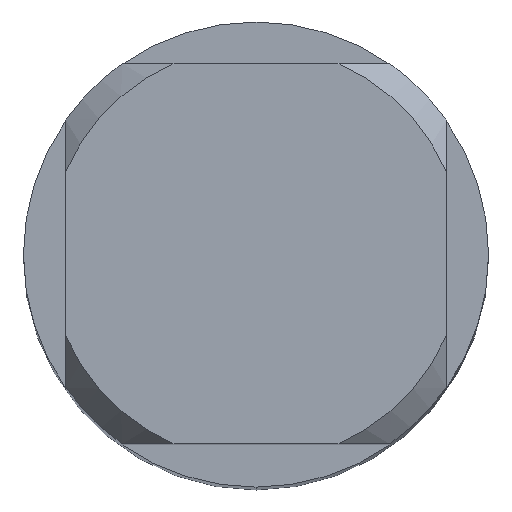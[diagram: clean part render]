
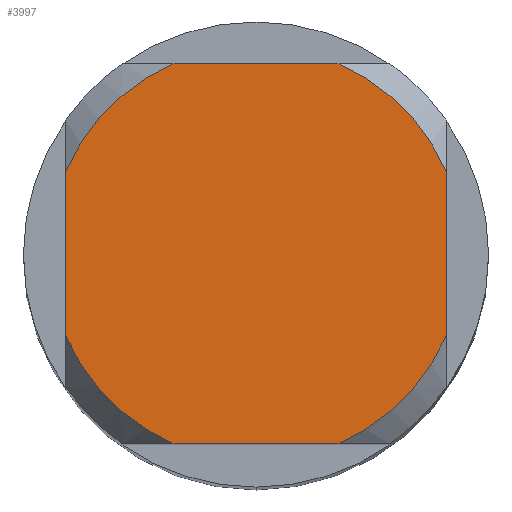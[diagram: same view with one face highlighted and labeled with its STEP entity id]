
A CAD part, top view. The second image highlights one B-rep face of the part: STEP entity #3997.
In plain terms, the highlighted planar face has unit normal (0, 0, 1).
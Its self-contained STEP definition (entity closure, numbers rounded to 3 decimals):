
#1633=EDGE_CURVE('',#2015,#2675,#4840,.T.);
#1669=EDGE_CURVE('',#2015,#4767,#4877,.T.);
#1705=EDGE_CURVE('',#3669,#4767,#4915,.T.);
#1999=EDGE_CURVE('',#3667,#4267,#5234,.T.);
#2015=VERTEX_POINT('',#5251);
#2191=EDGE_CURVE('',#3667,#2675,#5443,.T.);
#2675=VERTEX_POINT('',#5979);
#2881=VERTEX_POINT('',#6197);
#3071=EDGE_CURVE('',#4129,#2881,#6407,.T.);
#3667=VERTEX_POINT('',#7053);
#3669=VERTEX_POINT('',#7055);
#3997=ADVANCED_FACE('',(#7410),#7411,.T.);
#4129=VERTEX_POINT('',#7555);
#4267=VERTEX_POINT('',#7705);
#4395=EDGE_CURVE('',#4129,#4267,#7852,.T.);
#4715=EDGE_CURVE('',#3669,#2881,#8201,.T.);
#4767=VERTEX_POINT('',#8255);
#4840=LINE('',#8327,#8328);
#4877=CIRCLE('',#8406,4.9);
#4915=LINE('',#8514,#8515);
#5234=LINE('',#9288,#9289);
#5251=CARTESIAN_POINT('',(-4.5,1.939,0.0));
#5443=CIRCLE('',#9717,4.9);
#5979=CARTESIAN_POINT('',(-4.5,-1.939,0.0));
#6197=CARTESIAN_POINT('',(4.5,1.939,0.0));
#6407=LINE('',#12252,#12253);
#7053=CARTESIAN_POINT('',(-1.939,-4.5,0.0));
#7055=CARTESIAN_POINT('',(1.939,4.5,0.0));
#7410=FACE_OUTER_BOUND('',#14840,.T.);
#7411=PLANE('',#14841);
#7555=CARTESIAN_POINT('',(4.5,-1.939,0.0));
#7705=CARTESIAN_POINT('',(1.939,-4.5,0.0));
#7852=CIRCLE('',#15940,4.9);
#8201=CIRCLE('',#16771,4.9);
#8255=CARTESIAN_POINT('',(-1.939,4.5,0.0));
#8327=CARTESIAN_POINT('',(-4.5,1.225,0.0));
#8328=VECTOR('',#17006,1.0);
#8406=AXIS2_PLACEMENT_3D('',#17035,#17036,#17037);
#8514=CARTESIAN_POINT('',(0.0,4.5,0.0));
#8515=VECTOR('',#17064,1.0);
#9288=CARTESIAN_POINT('',(0.0,-4.5,0.0));
#9289=VECTOR('',#17364,1.0);
#9717=AXIS2_PLACEMENT_3D('',#17604,#17605,#17606);
#12252=CARTESIAN_POINT('',(4.5,1.225,0.0));
#12253=VECTOR('',#18823,1.0);
#14840=EDGE_LOOP('',(#19856,#19857,#19858,#19859,#19860,#19861,#19862,#19863));
#14841=AXIS2_PLACEMENT_3D('',#19864,#19865,#19866);
#15940=AXIS2_PLACEMENT_3D('',#20353,#20354,#20355);
#16771=AXIS2_PLACEMENT_3D('',#20697,#20698,#20699);
#17006=DIRECTION('',(-0.0,-1.0,0.0));
#17035=CARTESIAN_POINT('',(0.0,0.0,0.0));
#17036=DIRECTION('',(0.0,0.0,-1.0));
#17037=DIRECTION('',(0.0,1.0,0.0));
#17064=DIRECTION('',(-1.0,0.0,0.0));
#17364=DIRECTION('',(1.0,0.0,0.0));
#17604=CARTESIAN_POINT('',(0.0,0.0,0.0));
#17605=DIRECTION('',(0.0,0.0,-1.0));
#17606=DIRECTION('',(0.0,1.0,0.0));
#18823=DIRECTION('',(-0.0,1.0,0.0));
#19856=ORIENTED_EDGE('',*,*,#1633,.T.);
#19857=ORIENTED_EDGE('',*,*,#2191,.F.);
#19858=ORIENTED_EDGE('',*,*,#1999,.T.);
#19859=ORIENTED_EDGE('',*,*,#4395,.F.);
#19860=ORIENTED_EDGE('',*,*,#3071,.T.);
#19861=ORIENTED_EDGE('',*,*,#4715,.F.);
#19862=ORIENTED_EDGE('',*,*,#1705,.T.);
#19863=ORIENTED_EDGE('',*,*,#1669,.F.);
#19864=CARTESIAN_POINT('',(0.0,2.45,0.0));
#19865=DIRECTION('',(-0.0,0.0,1.0));
#19866=DIRECTION('',(0.0,-1.0,0.0));
#20353=CARTESIAN_POINT('',(0.0,0.0,0.0));
#20354=DIRECTION('',(0.0,0.0,-1.0));
#20355=DIRECTION('',(0.0,1.0,0.0));
#20697=CARTESIAN_POINT('',(0.0,0.0,0.0));
#20698=DIRECTION('',(0.0,0.0,-1.0));
#20699=DIRECTION('',(0.0,1.0,0.0));
